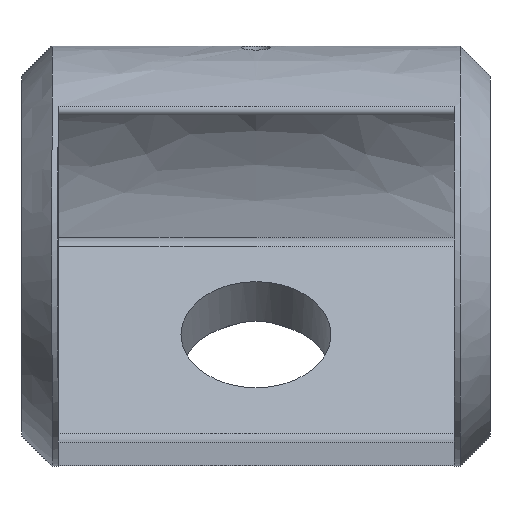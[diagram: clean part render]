
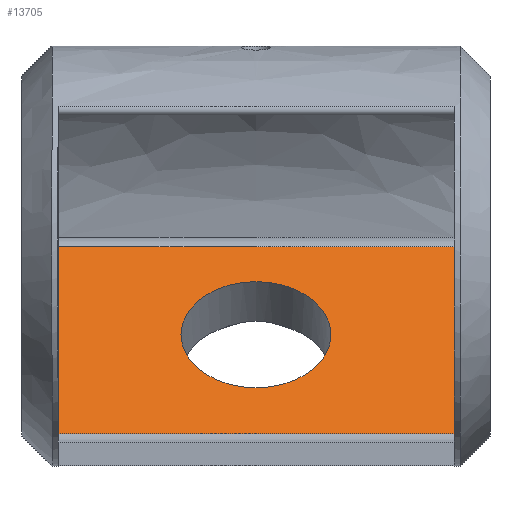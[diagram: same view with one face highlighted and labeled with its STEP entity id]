
A CAD part, left-side view. The second image highlights one B-rep face of the part: STEP entity #13705.
In plain terms, the highlighted planar face has unit normal (-0.707, 0, 0.707).
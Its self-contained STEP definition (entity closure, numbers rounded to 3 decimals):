
#430=CIRCLE('',#14755,12.5);
#1042=FACE_BOUND('',#2556,.T.);
#1759=FACE_OUTER_BOUND('',#2555,.T.);
#2555=EDGE_LOOP('',(#12477,#12478,#12479,#12480));
#2556=EDGE_LOOP('',(#12481));
#3877=LINE('',#23254,#5227);
#3889=LINE('',#23452,#5239);
#3894=LINE('',#23525,#5244);
#3918=LINE('',#23833,#5268);
#5227=VECTOR('',#18007,10.);
#5239=VECTOR('',#18043,10.);
#5244=VECTOR('',#18052,10.);
#5268=VECTOR('',#18136,10.);
#6538=VERTEX_POINT('',#23250);
#6540=VERTEX_POINT('',#23253);
#6555=VERTEX_POINT('',#23449);
#6562=VERTEX_POINT('',#23524);
#6599=VERTEX_POINT('',#23834);
#8488=EDGE_CURVE('',#6538,#6540,#3877,.T.);
#8511=EDGE_CURVE('',#6555,#6538,#3889,.T.);
#8520=EDGE_CURVE('',#6540,#6562,#3894,.T.);
#8578=EDGE_CURVE('',#6555,#6562,#3918,.T.);
#8579=EDGE_CURVE('',#6599,#6599,#430,.T.);
#12477=ORIENTED_EDGE('',*,*,#8511,.F.);
#12478=ORIENTED_EDGE('',*,*,#8578,.T.);
#12479=ORIENTED_EDGE('',*,*,#8520,.F.);
#12480=ORIENTED_EDGE('',*,*,#8488,.F.);
#12481=ORIENTED_EDGE('',*,*,#8579,.T.);
#12992=PLANE('',#14754);
#13705=ADVANCED_FACE('',(#1759,#1042),#12992,.F.);
#14754=AXIS2_PLACEMENT_3D('',#23832,#18134,#18135);
#14755=AXIS2_PLACEMENT_3D('',#23835,#18137,#18138);
#18007=DIRECTION('',(-0.707,0.,-0.707));
#18043=DIRECTION('',(0.,-1.,0.));
#18052=DIRECTION('',(0.,1.,0.));
#18134=DIRECTION('center_axis',(0.707,0.,-0.707));
#18135=DIRECTION('ref_axis',(-0.707,0.,-0.707));
#18136=DIRECTION('',(-0.707,0.,-0.707));
#18137=DIRECTION('center_axis',(0.707,0.,-0.707));
#18138=DIRECTION('ref_axis',(0.707,0.,0.707));
#23250=CARTESIAN_POINT('',(70.776,-33.,66.543));
#23253=CARTESIAN_POINT('',(39.586,-33.,35.353));
#23254=CARTESIAN_POINT('',(71.429,-33.,67.196));
#23449=CARTESIAN_POINT('',(70.776,33.,66.543));
#23452=CARTESIAN_POINT('',(70.776,0.,66.543));
#23524=CARTESIAN_POINT('',(39.586,33.,35.353));
#23525=CARTESIAN_POINT('',(39.586,0.,35.353));
#23832=CARTESIAN_POINT('Origin',(71.429,0.,67.196));
#23833=CARTESIAN_POINT('',(71.429,33.,67.196));
#23834=CARTESIAN_POINT('',(47.278,0.,43.045));
#23835=CARTESIAN_POINT('Origin',(56.116,0.,
51.884));
